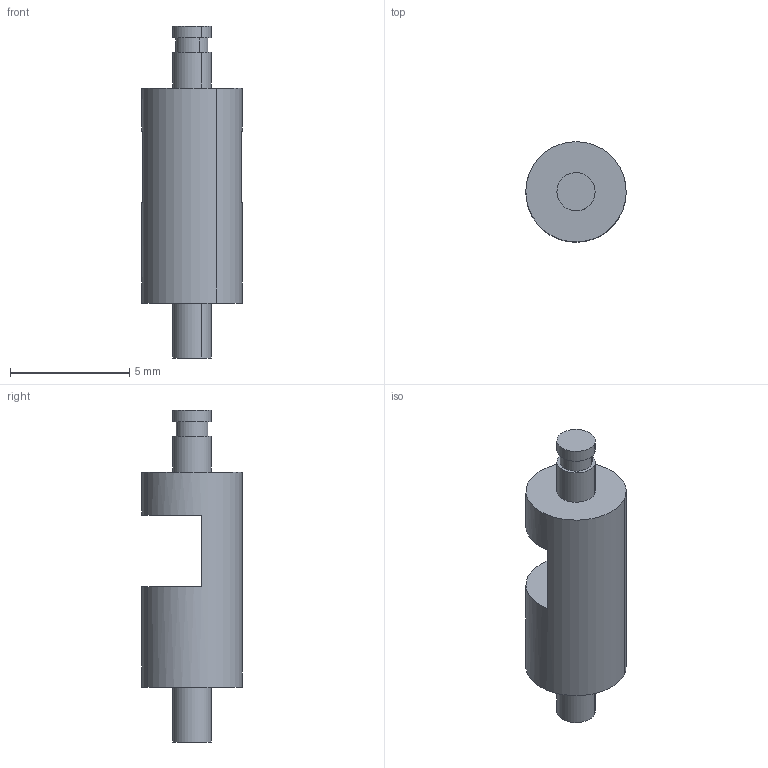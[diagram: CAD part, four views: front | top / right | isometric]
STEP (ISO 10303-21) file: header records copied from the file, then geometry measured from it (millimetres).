
FILE_DESCRIPTION(('CATIA V5 STEP Exchange'),'2;1');
FILE_NAME('MotoReducteur_Entretoise_Fendue.stp','2020-11-26T11:35:29+00:00',('none'),('none'),'CATIA Version 5-6 Release 2017 SP5','CATIA V5 STEP AP203','none');
FILE_SCHEMA(('CONFIG_CONTROL_DESIGN'));
Length unit declared in the file: millimetre
Products named in the file (1): MotoReducteur_Entretoise_Fendue
Bounding box: 4.2 x 4.2 x 13.9 mm (x, y, z)
Volume: 108.4 mm3; surface area: 179.2 mm2
Topology: 1 solids, 1 shells, 19 faces, 39 edges, 26 vertices
Faces by surface type: cylinder 10, plane 9
Entity records: 499 total; most frequent: CARTESIAN_POINT 78, ORIENTED_EDGE 78, DIRECTION 63, EDGE_CURVE 39, AXIS2_PLACEMENT_3D 37, VERTEX_POINT 26, CIRCLE 24, EDGE_LOOP 23
